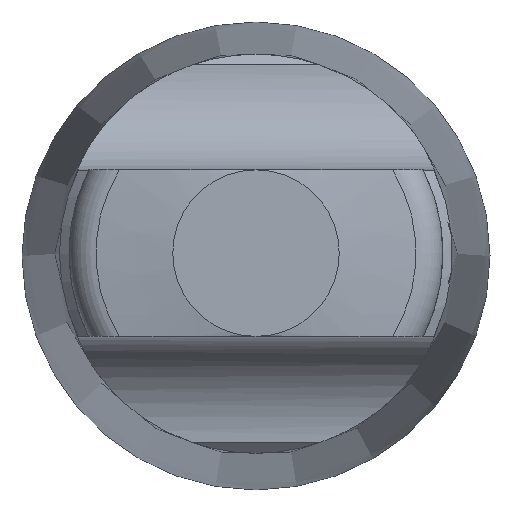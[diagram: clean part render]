
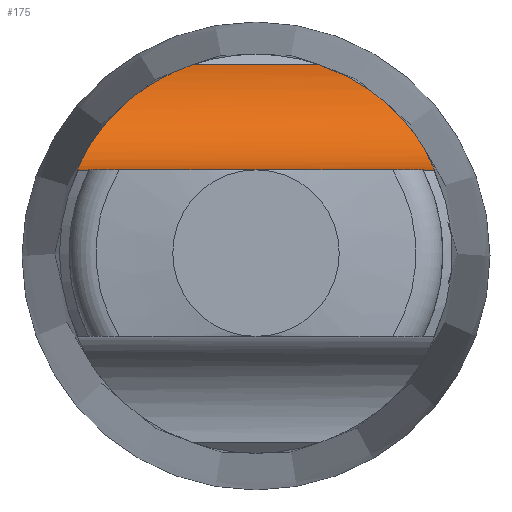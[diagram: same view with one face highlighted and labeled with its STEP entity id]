
A CAD part, top view. The second image highlights one B-rep face of the part: STEP entity #175.
In plain terms, the highlighted cylindrical face has radius 10 mm (diameter 20 mm), a partial arc.
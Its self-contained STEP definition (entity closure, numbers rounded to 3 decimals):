
#111=EDGE_CURVE('240[2]',#308,#309,#310,.T.);
#136=EDGE_CURVE('240[2]',#302,#345,#346,.T.);
#152=EDGE_CURVE('240[2]',#302,#309,#368,.T.);
#160=EDGE_CURVE('240[2]',#345,#308,#377,.T.);
#175=ADVANCED_FACE('240[2]',(#396),#397,.F.);
#302=VERTEX_POINT('',#575);
#308=VERTEX_POINT('',#660);
#309=VERTEX_POINT('',#661);
#310=B_SPLINE_CURVE_WITH_KNOTS('',3,(#662,#663,#664,#665,#666,#667,#668,#669,#670,#671,#672,#673,#674,#675,#676,#677,#678,#679,#680,#681,#682,#683,#684,#685,#686,#687),.UNSPECIFIED.,.F.,.F.,(4,2,2,2,2,2,2,2,2,2,2,2,4),(57.003,57.415,60.589,63.764,64.938,66.113,67.287,68.461,70.553,72.644,74.735,76.827,76.938),.UNSPECIFIED.);
#345=VERTEX_POINT('',#835);
#346=B_SPLINE_CURVE_WITH_KNOTS('',3,(#836,#837,#838,#839,#840,#841,#842,#843,#844,#845,#846,#847,#848,#849,#850,#851,#852,#853,#854,#855,#856,#857,#858,#859,#860,#861),.UNSPECIFIED.,.F.,.F.,(4,2,2,2,2,2,2,2,2,2,2,2,4),(25.192,25.303,27.395,29.486,31.578,33.669,34.843,36.018,37.192,38.366,41.541,44.716,45.128),.UNSPECIFIED.);
#368=LINE('',#899,#900);
#377=LINE('',#987,#988);
#396=FACE_OUTER_BOUND('',#1103,.T.);
#397=CYLINDRICAL_SURFACE('',#1104,10.0);
#575=CARTESIAN_POINT('',(-16.998,7.95,130.5));
#660=CARTESIAN_POINT('',(6.084,18.03,120.5));
#661=CARTESIAN_POINT('',(16.998,7.95,130.5));
#662=CARTESIAN_POINT('',(6.084,18.03,120.5));
#663=CARTESIAN_POINT('',(6.222,17.983,120.5));
#664=CARTESIAN_POINT('',(6.36,17.935,120.5));
#665=CARTESIAN_POINT('',(7.553,17.502,120.503));
#666=CARTESIAN_POINT('',(8.573,17.023,120.527));
#667=CARTESIAN_POINT('',(10.474,15.919,120.693));
#668=CARTESIAN_POINT('',(11.356,15.293,120.834));
#669=CARTESIAN_POINT('',(12.438,14.383,121.154));
#670=CARTESIAN_POINT('',(12.734,14.119,121.258));
#671=CARTESIAN_POINT('',(13.31,13.568,121.506));
#672=CARTESIAN_POINT('',(13.591,13.281,121.651));
#673=CARTESIAN_POINT('',(14.121,12.703,121.98));
#674=CARTESIAN_POINT('',(14.37,12.412,122.166));
#675=CARTESIAN_POINT('',(14.827,11.846,122.572));
#676=CARTESIAN_POINT('',(15.034,11.57,122.792));
#677=CARTESIAN_POINT('',(15.547,10.852,123.429));
#678=CARTESIAN_POINT('',(15.836,10.399,123.909));
#679=CARTESIAN_POINT('',(16.314,9.575,124.993));
#680=CARTESIAN_POINT('',(16.504,9.205,125.598));
#681=CARTESIAN_POINT('',(16.79,8.598,126.888));
#682=CARTESIAN_POINT('',(16.887,8.36,127.575));
#683=CARTESIAN_POINT('',(17.001,8.041,128.977));
#684=CARTESIAN_POINT('',(17.018,7.958,129.692));
#685=CARTESIAN_POINT('',(17.001,7.95,130.426));
#686=CARTESIAN_POINT('',(17.,7.95,130.463));
#687=CARTESIAN_POINT('',(16.998,7.95,130.5));
#835=CARTESIAN_POINT('',(-6.084,18.03,120.5));
#836=CARTESIAN_POINT('',(-16.998,7.95,130.5));
#837=CARTESIAN_POINT('',(-17.,7.95,130.463));
#838=CARTESIAN_POINT('',(-17.001,7.95,130.426));
#839=CARTESIAN_POINT('',(-17.018,7.958,129.692));
#840=CARTESIAN_POINT('',(-17.001,8.041,128.977));
#841=CARTESIAN_POINT('',(-16.887,8.36,127.575));
#842=CARTESIAN_POINT('',(-16.79,8.598,126.888));
#843=CARTESIAN_POINT('',(-16.504,9.205,125.598));
#844=CARTESIAN_POINT('',(-16.314,9.575,124.993));
#845=CARTESIAN_POINT('',(-15.836,10.399,123.909));
#846=CARTESIAN_POINT('',(-15.547,10.852,123.429));
#847=CARTESIAN_POINT('',(-15.034,11.57,122.792));
#848=CARTESIAN_POINT('',(-14.827,11.846,122.572));
#849=CARTESIAN_POINT('',(-14.37,12.412,122.166));
#850=CARTESIAN_POINT('',(-14.121,12.703,121.98));
#851=CARTESIAN_POINT('',(-13.591,13.281,121.651));
#852=CARTESIAN_POINT('',(-13.31,13.568,121.506));
#853=CARTESIAN_POINT('',(-12.734,14.119,121.258));
#854=CARTESIAN_POINT('',(-12.438,14.383,121.154));
#855=CARTESIAN_POINT('',(-11.356,15.293,120.834));
#856=CARTESIAN_POINT('',(-10.474,15.919,120.693));
#857=CARTESIAN_POINT('',(-8.573,17.023,120.527));
#858=CARTESIAN_POINT('',(-7.553,17.502,120.503));
#859=CARTESIAN_POINT('',(-6.36,17.935,120.5));
#860=CARTESIAN_POINT('',(-6.222,17.983,120.5));
#861=CARTESIAN_POINT('',(-6.084,18.03,120.5));
#899=CARTESIAN_POINT('',(-91.0,7.95,130.5));
#900=VECTOR('',#1415,1.0);
#987=CARTESIAN_POINT('',(-91.0,18.03,120.5));
#988=VECTOR('',#1419,1.0);
#1103=EDGE_LOOP('',(#1435,#1436,#1437,#1438));
#1104=AXIS2_PLACEMENT_3D('',#1439,#1440,#1441);
#1415=DIRECTION('',(1.0,0.,0.));
#1419=DIRECTION('',(1.0,0.,0.));
#1435=ORIENTED_EDGE('',*,*,#136,.F.);
#1436=ORIENTED_EDGE('',*,*,#152,.T.);
#1437=ORIENTED_EDGE('',*,*,#111,.F.);
#1438=ORIENTED_EDGE('',*,*,#160,.F.);
#1439=CARTESIAN_POINT('',(-91.0,17.95,130.5));
#1440=DIRECTION('',(1.0,0.,0.));
#1441=DIRECTION('',(0.,0.,-1.0));
